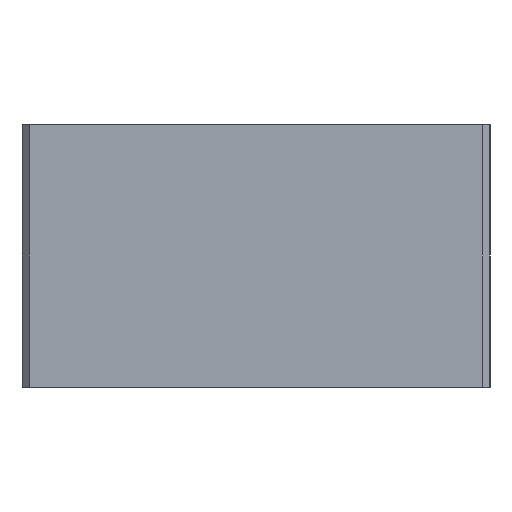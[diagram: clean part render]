
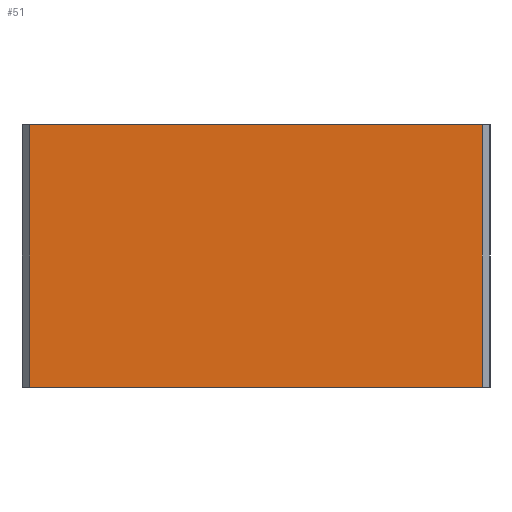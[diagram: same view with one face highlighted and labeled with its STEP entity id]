
A CAD part, front view. The second image highlights one B-rep face of the part: STEP entity #51.
In plain terms, the highlighted planar face has unit normal (0, -1, 0).
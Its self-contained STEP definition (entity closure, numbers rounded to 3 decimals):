
#51=ADVANCED_FACE('',(#89),#91,.T.);
#89=FACE_BOUND('',#90,.T.);
#90=EDGE_LOOP('',(#220,#221,#222,#223));
#91=PLANE('',#92);
#92=AXIS2_PLACEMENT_3D('',#93,#94,#95);
#93=CARTESIAN_POINT('',(-33.6,-47.,0.));
#94=DIRECTION('',(0.,-1.,0.));
#95=DIRECTION('',(1.,0.,0.));
#220=ORIENTED_EDGE('',*,*,#327,.T.);
#221=ORIENTED_EDGE('',*,*,#328,.F.);
#222=ORIENTED_EDGE('',*,*,#329,.F.);
#223=ORIENTED_EDGE('',*,*,#330,.T.);
#327=EDGE_CURVE('',#391,#392,#393,.T.);
#328=EDGE_CURVE('',#394,#392,#395,.T.);
#329=EDGE_CURVE('',#396,#394,#397,.T.);
#330=EDGE_CURVE('',#396,#391,#398,.T.);
#391=VERTEX_POINT('',#503);
#392=VERTEX_POINT('',#504);
#393=LINE('',#505,#506);
#394=VERTEX_POINT('',#508);
#395=LINE('',#509,#510);
#396=VERTEX_POINT('',#512);
#397=LINE('',#513,#514);
#398=LINE('',#516,#517);
#503=CARTESIAN_POINT('',(1.4,-47.,0.));
#504=CARTESIAN_POINT('',(1.4,-47.,20.));
#505=CARTESIAN_POINT('',(1.4,-47.,0.));
#506=VECTOR('',#507,1.);
#507=DIRECTION('',(0.,0.,1.));
#508=CARTESIAN_POINT('',(-33.,-47.,20.));
#509=CARTESIAN_POINT('',(-33.,-47.,20.));
#510=VECTOR('',#511,1.);
#511=DIRECTION('',(1.,0.,0.));
#512=CARTESIAN_POINT('',(-33.,-47.,0.));
#513=CARTESIAN_POINT('',(-33.,-47.,0.));
#514=VECTOR('',#515,1.);
#515=DIRECTION('',(0.,0.,1.));
#516=CARTESIAN_POINT('',(-33.,-47.,0.));
#517=VECTOR('',#518,1.);
#518=DIRECTION('',(1.,0.,0.));
